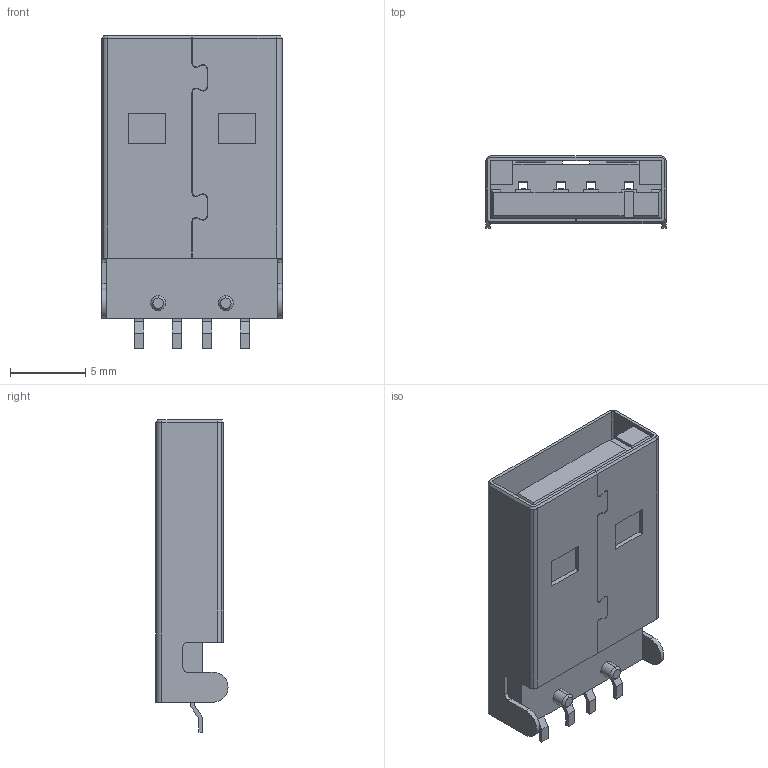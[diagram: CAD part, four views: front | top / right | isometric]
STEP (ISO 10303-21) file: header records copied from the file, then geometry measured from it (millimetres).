
FILE_DESCRIPTION(('STEP AP242'),'1');
FILE_NAME('0480372100.stp','2025-09-25T04:39:17',('TraceParts'),('TraceParts S.A.S.'),'Spatial InterOp 3D',' ',' ');
FILE_SCHEMA(('AP242_MANAGED_MODEL_BASED_3D_ENGINEERING_MIM_LF {1 0 10303 442 1 1 4}'));
Length unit declared in the file: millimetre
Products named in the file (1): Solid1
Bounding box: 12 x 4.8 x 20.8 mm (x, y, z)
Volume: 685.6 mm3; surface area: 1838.7 mm2
Topology: 1 solids, 1 shells, 313 faces, 888 edges, 576 vertices
Faces by surface type: plane 236, cylinder 61, cone 8, bspline 8
Entity records: 10269 total; most frequent: CARTESIAN_POINT 1982, ORIENTED_EDGE 1776, DIRECTION 1644, EDGE_CURVE 888, LINE 740, VECTOR 740, VERTEX_POINT 576, AXIS2_PLACEMENT_3D 452
